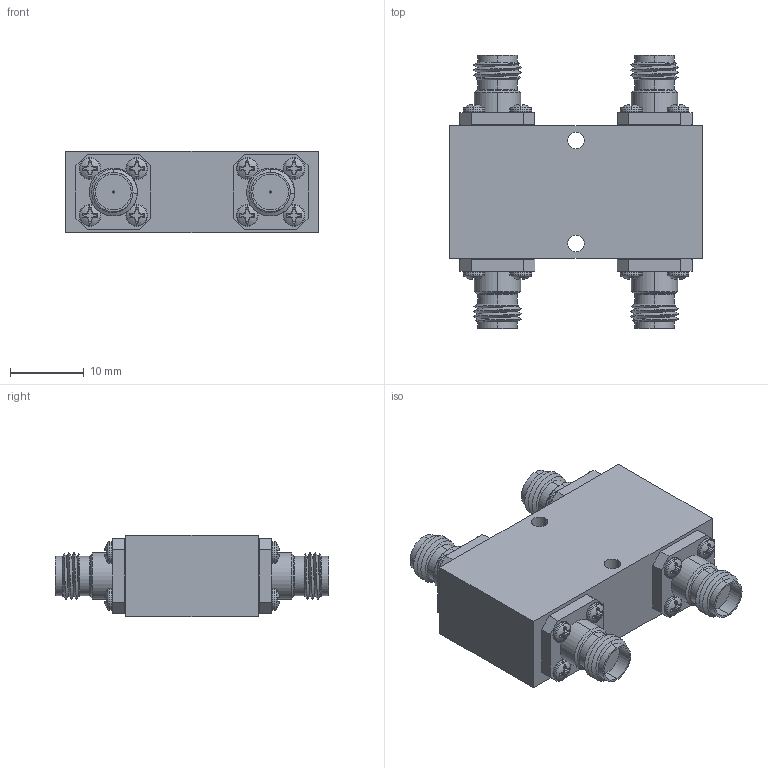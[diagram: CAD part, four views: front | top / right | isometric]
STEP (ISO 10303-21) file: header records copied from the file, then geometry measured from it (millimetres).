
FILE_DESCRIPTION (( 'STEP AP203' ), '1' );
FILE_NAME ('CZ-SS-SR13.STEP', '2022-10-05T21:49:20', ( '' ), ( '' ), 'SwSTEP 2.0', 'SolidWorks 2021', '' );
FILE_SCHEMA (( 'CONFIG_CONTROL_DESIGN' ));
Length unit declared in the file: inch
Products named in the file (4): CZ-SS-SR13; PHW-PHXXXX-Y_PHW-PH0013-1; Suzhou connector_PEP-CCSF12-X4
Assembly tree (21 placements, depth 2):
  CZ-SS-SR13
    CZ-SS-SR13
    Suzhou connector_PEP-CCSF12-X4  x4
    PHW-PHXXXX-Y_PHW-PH0013-1  x16
Bounding box: 34.3 x 37.05 x 11 mm (x, y, z)
Volume: 8123.6 mm3; surface area: 5226.3 mm2
Topology: 21 solids, 21 shells, 1862 faces, 5236 edges, 3456 vertices
Faces by surface type: cylinder 1164, plane 378, cone 160, torus 72, bspline 56, sphere 32
Entity records: 8499 total; most frequent: CARTESIAN_POINT 3403, ORIENTED_EDGE 950, DIRECTION 831, EDGE_CURVE 475, AXIS2_PLACEMENT_3D 326, VERTEX_POINT 312, EDGE_LOOP 201, ADVANCED_FACE 179
